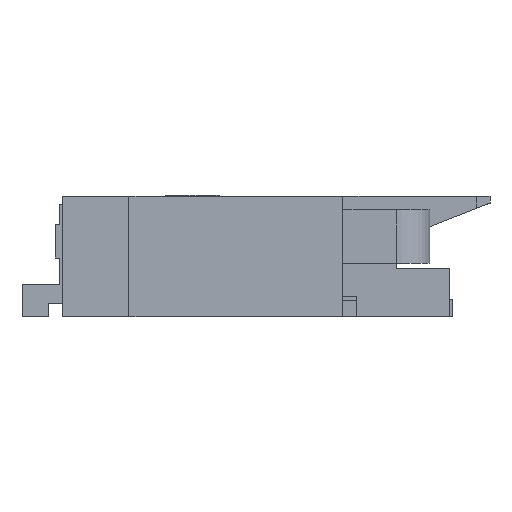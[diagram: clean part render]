
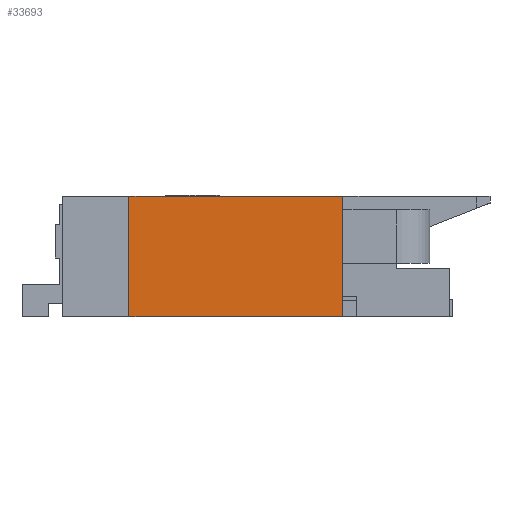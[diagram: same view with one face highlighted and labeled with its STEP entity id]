
A CAD part, left-side view. The second image highlights one B-rep face of the part: STEP entity #33693.
In plain terms, the highlighted planar face has unit normal (-1, 0, 0).
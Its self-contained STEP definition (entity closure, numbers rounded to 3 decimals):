
#477 = EDGE_CURVE ( 'NONE', #7146, #28893, #33223, .T. ) ;
#2126 = LINE ( 'NONE', #33781, #14102 ) ;
#2716 = DIRECTION ( 'NONE',  ( 0., 0., -1. ) ) ;
#3695 = FACE_OUTER_BOUND ( 'NONE', #7820, .T. ) ;
#6968 = EDGE_CURVE ( 'NONE', #23169, #9562, #2126, .T. ) ;
#7146 = VERTEX_POINT ( 'NONE', #35313 ) ;
#7820 = EDGE_LOOP ( 'NONE', ( #22075, #35415, #41929, #24040 ) ) ;
#9562 = VERTEX_POINT ( 'NONE', #21564 ) ;
#12914 = LINE ( 'NONE', #30374, #34877 ) ;
#14102 = VECTOR ( 'NONE', #19507, 1000. ) ;
#15204 = DIRECTION ( 'NONE',  ( 0., -1., 0. ) ) ;
#15989 = DIRECTION ( 'NONE',  ( 0., -1., 0. ) ) ;
#16734 = DIRECTION ( 'NONE',  ( 0., 0., 1. ) ) ;
#18522 = VECTOR ( 'NONE', #15989, 1000. ) ;
#19507 = DIRECTION ( 'NONE',  ( 0., 1., 0. ) ) ;
#19659 = CARTESIAN_POINT ( 'NONE',  ( -8.1, -2.7, 0. ) ) ;
#21564 = CARTESIAN_POINT ( 'NONE',  ( -8.1, -1.1, 0. ) ) ;
#22075 = ORIENTED_EDGE ( 'NONE', *, *, #477, .F. ) ;
#23169 = VERTEX_POINT ( 'NONE', #19659 ) ;
#24040 = ORIENTED_EDGE ( 'NONE', *, *, #33840, .T. ) ;
#25700 = CARTESIAN_POINT ( 'NONE',  ( -8.1, -2.2, 0. ) ) ;
#28170 = PLANE ( 'NONE',  #41954 ) ;
#28893 = VERTEX_POINT ( 'NONE', #39383 ) ;
#30126 = CARTESIAN_POINT ( 'NONE',  ( -8.1, -1.1, 0. ) ) ;
#30374 = CARTESIAN_POINT ( 'NONE',  ( -8.1, -2.7, 0. ) ) ;
#33223 = LINE ( 'NONE', #44211, #18522 ) ;
#33470 = LINE ( 'NONE', #30126, #43520 ) ;
#33693 = ADVANCED_FACE ( 'NONE', ( #3695 ), #28170, .F. ) ;
#33781 = CARTESIAN_POINT ( 'NONE',  ( -8.1, -0.6, 0. ) ) ;
#33840 = EDGE_CURVE ( 'NONE', #23169, #28893, #12914, .T. ) ;
#34877 = VECTOR ( 'NONE', #16734, 1000. ) ;
#35053 = EDGE_CURVE ( 'NONE', #7146, #9562, #33470, .T. ) ;
#35313 = CARTESIAN_POINT ( 'NONE',  ( -8.1, -1.1, 0.9 ) ) ;
#35415 = ORIENTED_EDGE ( 'NONE', *, *, #35053, .T. ) ;
#39373 = DIRECTION ( 'NONE',  ( 1., 0., 0. ) ) ;
#39383 = CARTESIAN_POINT ( 'NONE',  ( -8.1, -2.7, 0.9 ) ) ;
#41929 = ORIENTED_EDGE ( 'NONE', *, *, #6968, .F. ) ;
#41954 = AXIS2_PLACEMENT_3D ( 'NONE', #25700, #39373, #15204 ) ;
#43520 = VECTOR ( 'NONE', #2716, 1000. ) ;
#44211 = CARTESIAN_POINT ( 'NONE',  ( -8.1, -0.6, 0.9 ) ) ;
